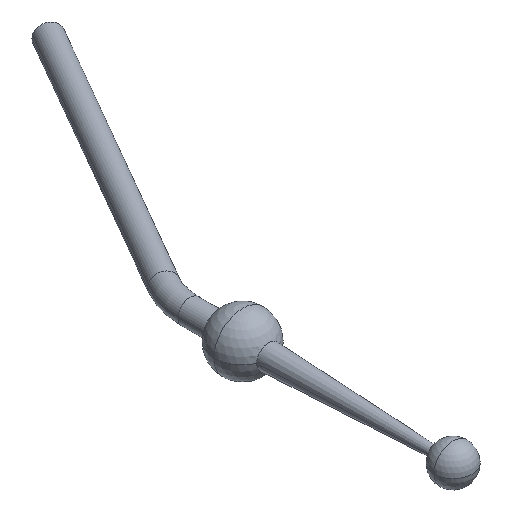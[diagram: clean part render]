
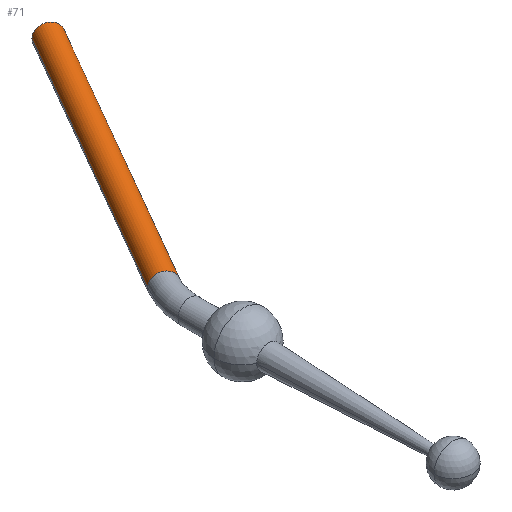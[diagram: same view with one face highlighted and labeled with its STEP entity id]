
A CAD part, isometric view. The second image highlights one B-rep face of the part: STEP entity #71.
In plain terms, the highlighted cylindrical face has radius 12.5 mm (diameter 25 mm), a partial arc.
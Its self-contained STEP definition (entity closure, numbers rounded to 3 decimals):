
#1=CARTESIAN_POINT('POINT1',(164.175,384.359
   ,0.));
#2=VERTEX_POINT('VERTEX1',#1);
#3=CARTESIAN_POINT('POINT2',(185.825,371.859
   ,0.));
#4=VERTEX_POINT('VERTEX2',#3);
#12=CARTESIAN_POINT('POS2',(175.,378.109,0.));
#13=DIRECTION('DIR3',(-0.5,-0.866,0.));
#14=DIRECTION('DIR4',(0.866,-0.5,0.));
#15=AXIS2_PLACEMENT_3D('AXIS2',#12,#13,#14);
#16=CIRCLE('ELLIPSE2',#15,12.5);
#17=EDGE_CURVE('EDGE2',#4,#2,#16,.T.);
#27=CARTESIAN_POINT('POINT3',(20.825,
   86.071,0.));
#28=VERTEX_POINT('VERTEX3',#27);
#29=CARTESIAN_POINT('POS4',(185.825,371.859,
   0.));
#30=DIRECTION('DIR7',(-0.5,-0.866,0.));
#31=VECTOR('VEC1',#30,10.);
#32=LINE('STRAIGHT1',#29,#31);
#33=EDGE_CURVE('EDGE3',#4,#28,#32,.T.);
#35=CARTESIAN_POINT('POINT4',(-0.825,
   98.571,0.));
#36=VERTEX_POINT('VERTEX4',#35);
#44=CARTESIAN_POINT('POS6',(164.175,384.359,
   0.));
#45=DIRECTION('DIR10',(-0.5,-0.866,0.));
#46=VECTOR('VEC2',#45,10.);
#47=LINE('STRAIGHT2',#44,#46);
#48=EDGE_CURVE('EDGE5',#2,#36,#47,.T.);
#53=CARTESIAN_POINT('POS7',(175.,378.109,0.));
#54=DIRECTION('DIR11',(-0.5,-0.866,0.));
#55=DIRECTION('DIR12',(0.866,-0.5,0.));
#56=AXIS2_PLACEMENT_3D('AXIS5',#53,#54,#55);
#57=CYLINDRICAL_SURFACE('CONE_SURF1',#56,12.5);
#59=ORIENTED_EDGE('COEDGE7',*,*,#48,.T.);
#60=CARTESIAN_POINT('POS8',(10.,92.321,
   0.));
#61=DIRECTION('DIR13',(-0.5,-0.866,0.));
#62=DIRECTION('DIR14',(-0.866,0.5,0.));
#63=AXIS2_PLACEMENT_3D('AXIS6',#60,#61,#62);
#64=CIRCLE('ELLIPSE4',#63,12.5);
#65=EDGE_CURVE('EDGE6',#28,#36,#64,.T.);
#66=ORIENTED_EDGE('COEDGE8',*,*,#65,.F.);
#67=ORIENTED_EDGE('COEDGE9',*,*,#33,.F.);
#68=ORIENTED_EDGE('COEDGE10',*,*,#17,.T.);
#69=EDGE_LOOP('NONE',(#59,#66,#67,#68));
#70=FACE_BOUND('LOOP1',#69,.T.);
#71=ADVANCED_FACE('FACE3',(#70),#57,.T.);
